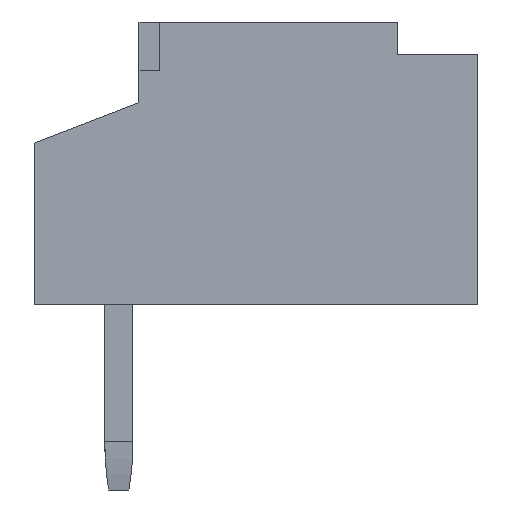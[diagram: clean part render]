
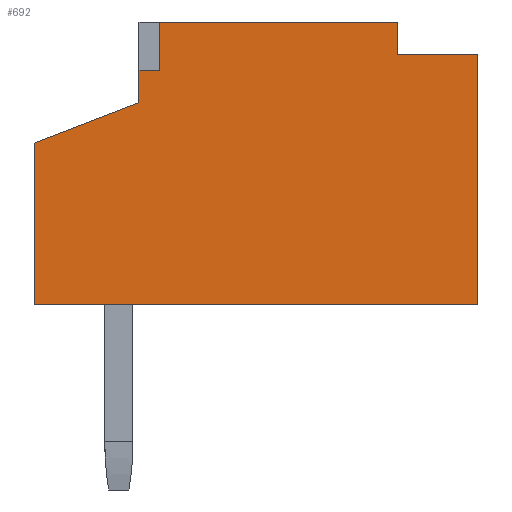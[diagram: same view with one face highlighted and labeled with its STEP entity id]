
A CAD part, left-side view. The second image highlights one B-rep face of the part: STEP entity #692.
In plain terms, the highlighted planar face has unit normal (-1, 0, 0).
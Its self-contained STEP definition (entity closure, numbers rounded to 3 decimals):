
#64 = VERTEX_POINT('',#65);
#65 = CARTESIAN_POINT('',(-5.875,0.975,2.1));
#71 = EDGE_CURVE('',#64,#72,#74,.T.);
#72 = VERTEX_POINT('',#73);
#73 = CARTESIAN_POINT('',(-5.875,0.975,0.1));
#74 = LINE('',#75,#76);
#75 = CARTESIAN_POINT('',(-5.875,0.975,2.1));
#76 = VECTOR('',#77,1.);
#77 = DIRECTION('',(-0.,0.,-1.));
#142 = VERTEX_POINT('',#143);
#143 = CARTESIAN_POINT('',(-5.875,-0.325,2.6));
#149 = EDGE_CURVE('',#64,#142,#150,.T.);
#150 = LINE('',#151,#152);
#151 = CARTESIAN_POINT('',(-5.875,0.975,2.1));
#152 = VECTOR('',#153,1.);
#153 = DIRECTION('',(0.,-0.933,0.359)
  );
#266 = EDGE_CURVE('',#267,#269,#271,.T.);
#267 = VERTEX_POINT('',#268);
#268 = CARTESIAN_POINT('',(-5.875,-0.325,3.));
#269 = VERTEX_POINT('',#270);
#270 = CARTESIAN_POINT('',(-5.875,-0.575,3.));
#271 = LINE('',#272,#273);
#272 = CARTESIAN_POINT('',(-5.875,-0.325,3.));
#273 = VECTOR('',#274,1.);
#274 = DIRECTION('',(0.,-1.,0.));
#331 = VERTEX_POINT('',#332);
#332 = CARTESIAN_POINT('',(-5.875,-0.575,3.6));
#653 = VERTEX_POINT('',#654);
#654 = CARTESIAN_POINT('',(-5.875,-3.525,3.6));
#660 = EDGE_CURVE('',#331,#653,#661,.T.);
#661 = LINE('',#662,#663);
#662 = CARTESIAN_POINT('',(-5.875,-0.575,3.6));
#663 = VECTOR('',#664,1.);
#664 = DIRECTION('',(0.,-1.,0.));
#675 = EDGE_CURVE('',#331,#269,#676,.T.);
#676 = LINE('',#677,#678);
#677 = CARTESIAN_POINT('',(-5.875,-0.575,3.6));
#678 = VECTOR('',#679,1.);
#679 = DIRECTION('',(-0.,0.,-1.));
#692 = ADVANCED_FACE('',(#693),#736,.T.);
#693 = FACE_BOUND('',#694,.F.);
#694 = EDGE_LOOP('',(#695,#696,#697,#698,#706,#714,#722,#728,#729,#730)
  );
#695 = ORIENTED_EDGE('',*,*,#266,.T.);
#696 = ORIENTED_EDGE('',*,*,#675,.F.);
#697 = ORIENTED_EDGE('',*,*,#660,.T.);
#698 = ORIENTED_EDGE('',*,*,#699,.T.);
#699 = EDGE_CURVE('',#653,#700,#702,.T.);
#700 = VERTEX_POINT('',#701);
#701 = CARTESIAN_POINT('',(-5.875,-3.525,3.2));
#702 = LINE('',#703,#704);
#703 = CARTESIAN_POINT('',(-5.875,-3.525,3.6));
#704 = VECTOR('',#705,1.);
#705 = DIRECTION('',(-0.,0.,-1.));
#706 = ORIENTED_EDGE('',*,*,#707,.F.);
#707 = EDGE_CURVE('',#708,#700,#710,.T.);
#708 = VERTEX_POINT('',#709);
#709 = CARTESIAN_POINT('',(-5.875,-4.525,3.2));
#710 = LINE('',#711,#712);
#711 = CARTESIAN_POINT('',(-5.875,-4.525,3.2));
#712 = VECTOR('',#713,1.);
#713 = DIRECTION('',(0.,1.,0.));
#714 = ORIENTED_EDGE('',*,*,#715,.T.);
#715 = EDGE_CURVE('',#708,#716,#718,.T.);
#716 = VERTEX_POINT('',#717);
#717 = CARTESIAN_POINT('',(-5.875,-4.525,0.1));
#718 = LINE('',#719,#720);
#719 = CARTESIAN_POINT('',(-5.875,-4.525,3.2));
#720 = VECTOR('',#721,1.);
#721 = DIRECTION('',(-0.,0.,-1.));
#722 = ORIENTED_EDGE('',*,*,#723,.F.);
#723 = EDGE_CURVE('',#72,#716,#724,.T.);
#724 = LINE('',#725,#726);
#725 = CARTESIAN_POINT('',(-5.875,0.975,0.1));
#726 = VECTOR('',#727,1.);
#727 = DIRECTION('',(0.,-1.,0.));
#728 = ORIENTED_EDGE('',*,*,#71,.F.);
#729 = ORIENTED_EDGE('',*,*,#149,.T.);
#730 = ORIENTED_EDGE('',*,*,#731,.F.);
#731 = EDGE_CURVE('',#267,#142,#732,.T.);
#732 = LINE('',#733,#734);
#733 = CARTESIAN_POINT('',(-5.875,-0.325,3.));
#734 = VECTOR('',#735,1.);
#735 = DIRECTION('',(-0.,0.,-1.));
#736 = PLANE('',#737);
#737 = AXIS2_PLACEMENT_3D('',#738,#739,#740);
#738 = CARTESIAN_POINT('',(-5.875,0.975,3.6));
#739 = DIRECTION('',(-1.,0.,0.));
#740 = DIRECTION('',(-0.,0.,-1.));
